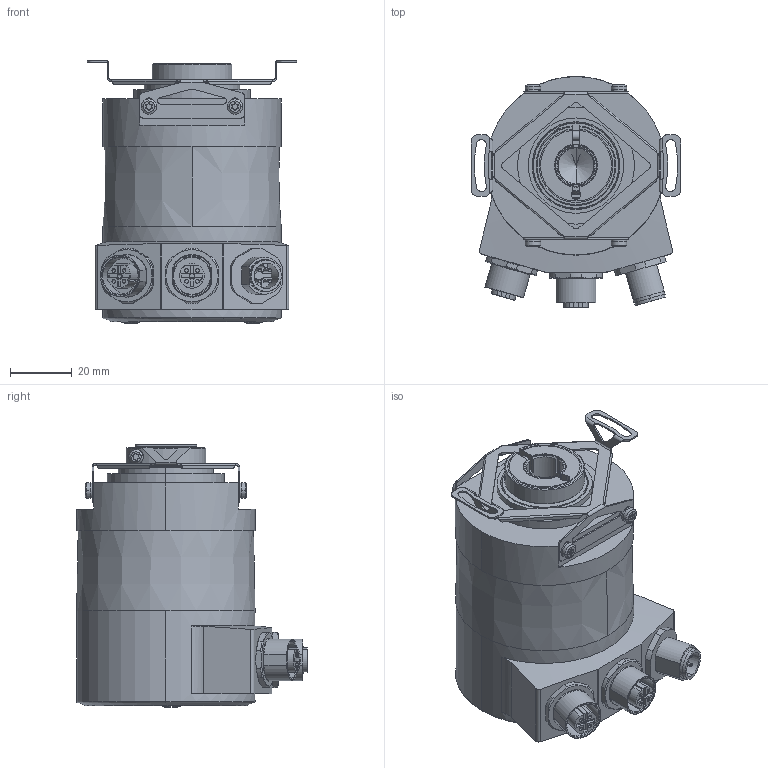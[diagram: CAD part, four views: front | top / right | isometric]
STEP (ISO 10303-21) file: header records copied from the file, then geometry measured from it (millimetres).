
FILE_DESCRIPTION((''),'2;1');
FILE_NAME('810339','2011-11-29T',('se2930'),(''),'PRO/ENGINEER BY PARAMETRIC TECHNOLOGY CORPORATION, 2010180','PRO/ENGINEER BY PARAMETRIC TECHNOLOGY CORPORATION, 2010180','');
FILE_SCHEMA(('CONFIG_CONTROL_DESIGN','SHAPE_APPEARANCE_LAYERS_GROUPS'));
Length unit declared in the file: millimetre
Products named in the file (1): 810339
Bounding box: 68 x 75 x 85.5 mm (x, y, z)
Volume: 206123.3 mm3; surface area: 32402.2 mm2
Topology: 1 solids, 1 shells, 798 faces, 2110 edges, 1350 vertices
Faces by surface type: cylinder 358, plane 305, cone 74, bspline 28, torus 21, sphere 12
Entity records: 31740 total; most frequent: CARTESIAN_POINT 7029, DIRECTION 4392, ORIENTED_EDGE 4196, EDGE_CURVE 2098, AXIS2_PLACEMENT_3D 1698, VERTEX_POINT 1350, VECTOR 996, LINE 996
